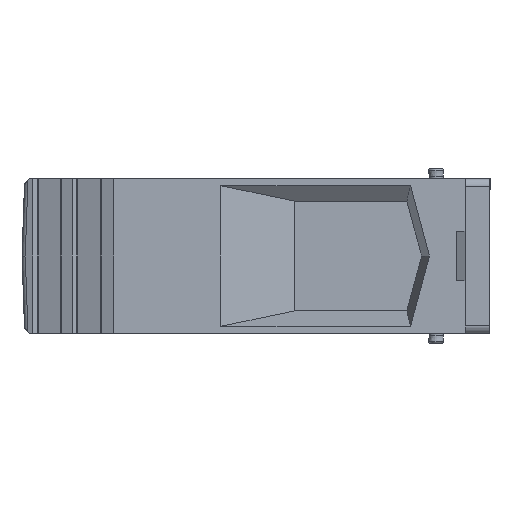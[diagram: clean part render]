
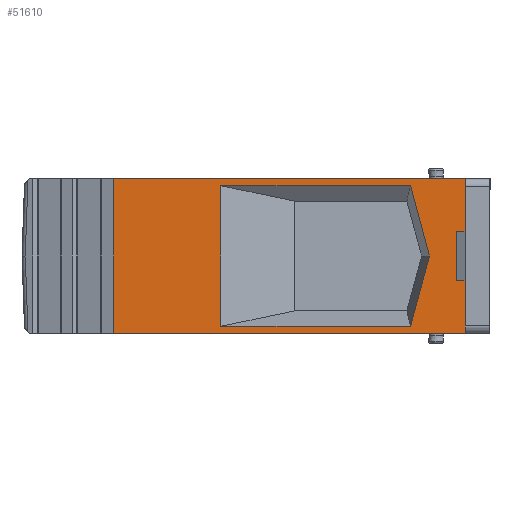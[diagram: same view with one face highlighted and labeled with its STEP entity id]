
A CAD part, left-side view. The second image highlights one B-rep face of the part: STEP entity #51610.
In plain terms, the highlighted face is planar.
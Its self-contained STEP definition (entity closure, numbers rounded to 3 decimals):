
#3140=CARTESIAN_POINT('',(-11.5,-86.52,
-76.738));
#3150=VERTEX_POINT('',#3140);
#3180=CARTESIAN_POINT('',(-11.5,-86.52,
-76.738));
#3190=DIRECTION('',(0.,0.94,
-0.342));
#3200=VECTOR('',#3190,1.);
#3210=LINE('',#3180,#3200);
#3220=CARTESIAN_POINT('',(-11.5,-20.421,
-100.796));
#3230=VERTEX_POINT('',#3220);
#3240=EDGE_CURVE('',#3150,#3230,#3210,.T.);
#28870=CARTESIAN_POINT('',(19.5,-20.421,
-100.796));
#28880=VERTEX_POINT('',#28870);
#28910=CARTESIAN_POINT('',(19.5,-20.421,
-100.796));
#28920=DIRECTION('',(0.,-0.94,
0.342));
#28930=VECTOR('',#28920,1.);
#28940=LINE('',#28910,#28930);
#28950=CARTESIAN_POINT('',(19.5,-86.52,
-76.738));
#28960=VERTEX_POINT('',#28950);
#28970=EDGE_CURVE('',#28880,#28960,#28940,.T.);
#50620=CARTESIAN_POINT('',(-11.5,-20.421,
-100.796));
#50630=DIRECTION('',(1.,0.,0.));
#50640=VECTOR('',#50630,1.);
#50650=LINE('',#50620,#50640);
#50660=EDGE_CURVE('',#3230,#28880,#50650,.T.);
#50710=CARTESIAN_POINT('',(4.,-87.353,
-76.435));
#50720=DIRECTION('',(0.,-0.342,
-0.94));
#50730=DIRECTION('',(0.,0.94,
-0.342));
#50740=AXIS2_PLACEMENT_3D('',#50710,#50720,#50730);
#50750=PLANE('',#50740);
#50760=CARTESIAN_POINT('',(-1.,-86.52,
-76.738));
#50770=DIRECTION('',(0.,0.94,
-0.342));
#50780=VECTOR('',#50770,1.);
#50790=LINE('',#50760,#50780);
#50800=CARTESIAN_POINT('',(-1.,-86.52,
-76.738));
#50810=VERTEX_POINT('',#50800);
#50820=CARTESIAN_POINT('',(-1.,-84.829,
-77.353));
#50830=VERTEX_POINT('',#50820);
#50840=EDGE_CURVE('',#50810,#50830,#50790,.T.);
#50850=ORIENTED_EDGE('',*,*,#50840,.F.);
#50860=CARTESIAN_POINT('',(-1.,-84.829,
-77.353));
#50870=DIRECTION('',(1.,0.,0.));
#50880=VECTOR('',#50870,1.);
#50890=LINE('',#50860,#50880);
#50900=CARTESIAN_POINT('',(9.,-84.829,
-77.353));
#50910=VERTEX_POINT('',#50900);
#50920=EDGE_CURVE('',#50830,#50910,#50890,.T.);
#50930=ORIENTED_EDGE('',*,*,#50920,.F.);
#50940=CARTESIAN_POINT('',(9.,-86.52,
-76.738));
#50950=DIRECTION('',(0.,0.94,-0.342));
#50960=VECTOR('',#50950,1.);
#50970=LINE('',#50940,#50960);
#50980=CARTESIAN_POINT('',(9.,-86.52,
-76.738));
#50990=VERTEX_POINT('',#50980);
#51000=EDGE_CURVE('',#50990,#50910,#50970,.T.);
#51010=ORIENTED_EDGE('',*,*,#51000,.T.);
#51020=CARTESIAN_POINT('',(19.5,-86.52,
-76.738));
#51030=DIRECTION('',(-1.,0.,0.));
#51040=VECTOR('',#51030,1.);
#51050=LINE('',#51020,#51040);
#51060=EDGE_CURVE('',#28960,#50990,#51050,.T.);
#51070=ORIENTED_EDGE('',*,*,#51060,.T.);
#51080=ORIENTED_EDGE('',*,*,#28970,.T.);
#51090=ORIENTED_EDGE('',*,*,#50660,.T.);
#51100=ORIENTED_EDGE('',*,*,#3240,.T.);
#51110=CARTESIAN_POINT('',(-11.5,-86.52,
-76.738));
#51120=DIRECTION('',(1.,0.,0.));
#51130=VECTOR('',#51120,1.);
#51140=LINE('',#51110,#51130);
#51150=EDGE_CURVE('',#3150,#50810,#51140,.T.);
#51160=ORIENTED_EDGE('',*,*,#51150,.F.);
#51170=EDGE_LOOP('',(#51160,#51100,#51090,#51080,#51070,#51010,#50930,
#50850));
#51180=FACE_OUTER_BOUND('',#51170,.T.);
#51190=CARTESIAN_POINT('',(18.094,-40.548,
-93.47));
#51200=DIRECTION('',(0.,-0.94,
0.342));
#51210=VECTOR('',#51200,1.);
#51220=LINE('',#51190,#51210);
#51230=CARTESIAN_POINT('',(18.094,-40.548,
-93.47));
#51240=VERTEX_POINT('',#51230);
#51250=CARTESIAN_POINT('',(18.094,-76.254,
-80.474));
#51260=VERTEX_POINT('',#51250);
#51270=EDGE_CURVE('',#51240,#51260,#51220,.T.);
#51280=ORIENTED_EDGE('',*,*,#51270,.F.);
#51290=CARTESIAN_POINT('',(4.,-79.803,
-79.182));
#51300=DIRECTION('',(0.966,0.243,
-0.089));
#51310=VECTOR('',#51300,1.);
#51320=LINE('',#51290,#51310);
#51330=CARTESIAN_POINT('',(4.,-79.803,
-79.182));
#51340=VERTEX_POINT('',#51330);
#51350=EDGE_CURVE('',#51340,#51260,#51320,.T.);
#51360=ORIENTED_EDGE('',*,*,#51350,.T.);
#51370=CARTESIAN_POINT('',(-10.094,-76.254,
-80.474));
#51380=DIRECTION('',(0.966,-0.243,
0.089));
#51390=VECTOR('',#51380,1.);
#51400=LINE('',#51370,#51390);
#51410=CARTESIAN_POINT('',(-10.094,-76.254,
-80.474));
#51420=VERTEX_POINT('',#51410);
#51430=EDGE_CURVE('',#51420,#51340,#51400,.T.);
#51440=ORIENTED_EDGE('',*,*,#51430,.T.);
#51450=CARTESIAN_POINT('',(-10.094,-76.254,
-80.474));
#51460=DIRECTION('',(0.,0.94,
-0.342));
#51470=VECTOR('',#51460,1.);
#51480=LINE('',#51450,#51470);
#51490=CARTESIAN_POINT('',(-10.094,-40.548,
-93.47));
#51500=VERTEX_POINT('',#51490);
#51510=EDGE_CURVE('',#51420,#51500,#51480,.T.);
#51520=ORIENTED_EDGE('',*,*,#51510,.F.);
#51530=CARTESIAN_POINT('',(-10.094,-40.548,
-93.47));
#51540=DIRECTION('',(1.,0.,0.));
#51550=VECTOR('',#51540,1.);
#51560=LINE('',#51530,#51550);
#51570=EDGE_CURVE('',#51500,#51240,#51560,.T.);
#51580=ORIENTED_EDGE('',*,*,#51570,.F.);
#51590=EDGE_LOOP('',(#51580,#51520,#51440,#51360,#51280));
#51600=FACE_BOUND('',#51590,.T.);
#51610=ADVANCED_FACE('',(#51180,#51600),#50750,.T.);
